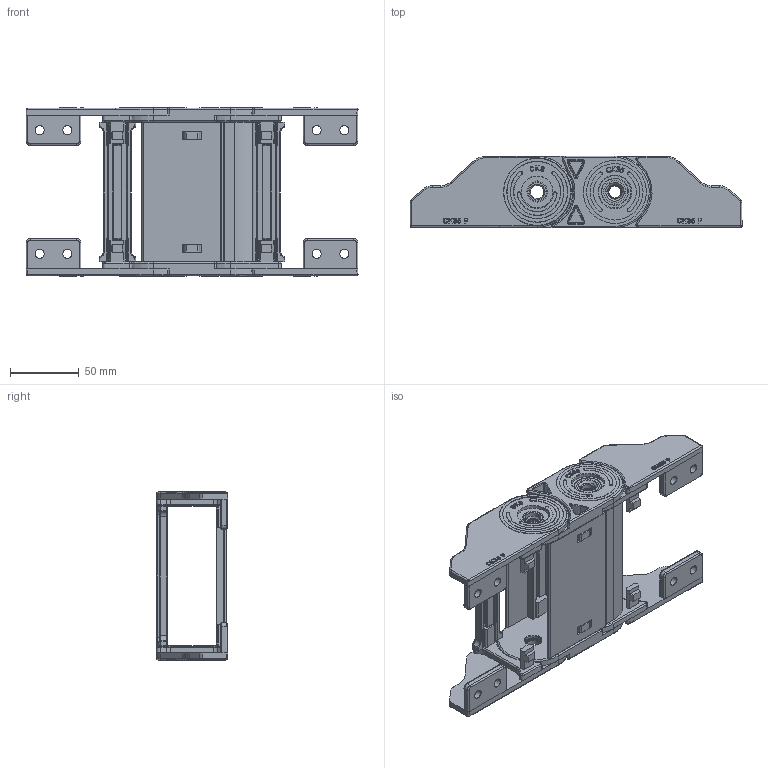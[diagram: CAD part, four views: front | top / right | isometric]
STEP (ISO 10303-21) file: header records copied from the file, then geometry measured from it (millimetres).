
FILE_DESCRIPTION (( 'STEP AP203' ), '1' );
FILE_NAME ('CK35-K100-ESKÝ AYAK.STEP', '2019-09-16T12:32:28', ( '' ), ( '' ), 'SwSTEP 2.0', 'SolidWorks 2017', '' );
FILE_SCHEMA (( 'CONFIG_CONTROL_DESIGN' ));
Products named in the file (1): CK35-K100-ESKÝ AYAK
Bounding box: 241.54 x 52.02 x 122.61 mm (x, y, z)
Volume: 228377.6 mm3; surface area: 152072.5 mm2
Topology: 10 solids, 10 shells, 2234 faces, 5712 edges, 3592 vertices
Faces by surface type: plane 902, cylinder 680, bspline 378, torus 208, cone 34, sphere 32
Entity records: 101473 total; most frequent: CARTESIAN_POINT 49917, ORIENTED_EDGE 11352, DIRECTION 9678, EDGE_CURVE 5676, VERTEX_POINT 3592, AXIS2_PLACEMENT_3D 3271, LINE 3136, VECTOR 3136
